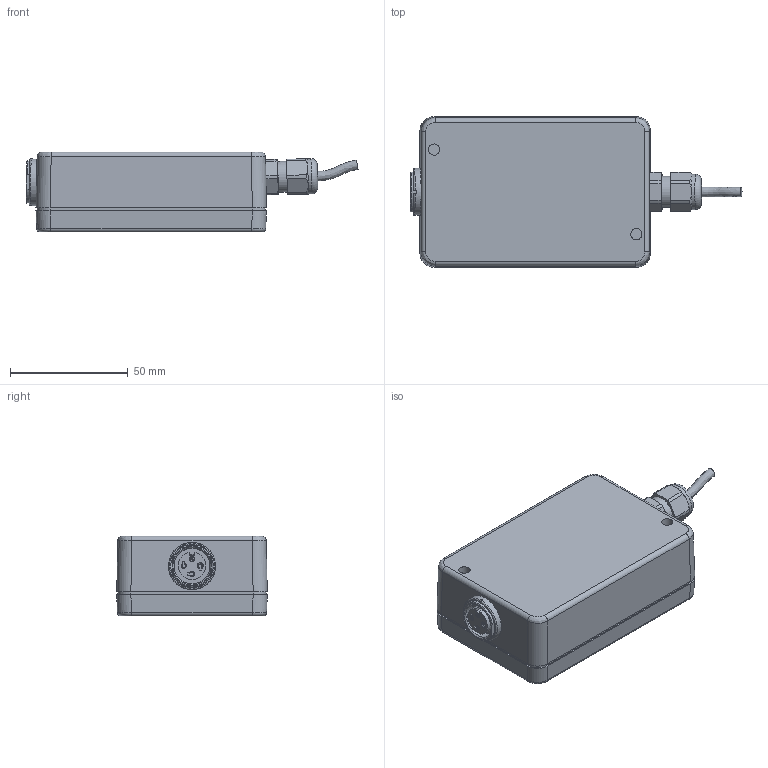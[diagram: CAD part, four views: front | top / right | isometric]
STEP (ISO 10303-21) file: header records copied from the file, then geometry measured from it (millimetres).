
FILE_DESCRIPTION(/* description */ (''),/* implementation_level */ '2;1');
FILE_NAME(/* name */ '20 040 05_Schaltverstärker CLC-40-L05.stp',/* time_stamp */ '2018-03-01T10:49:38+01:00',/* author */ ('kuttig'),/* organization */ (''),/* preprocessor_version */ 'ST-DEVELOPER v16.13',/* originating_system */ 'Autodesk Inventor 2018',/* authorisation */ '');
FILE_SCHEMA (('CONFIG_CONTROL_DESIGN'));
Products named in the file (1): 20 040 05_Schaltverstärker CLC-40-L05
Bounding box: 141.18 x 64 x 34 mm (x, y, z)
Volume: 81840.1 mm3; surface area: 63133.7 mm2
Topology: 14 solids, 14 shells, 1581 faces, 4093 edges, 2671 vertices
Faces by surface type: plane 914, bspline 291, cylinder 248, cone 88, torus 36, sphere 4
Full cylindrical faces by diameter (mm): 2.25 x1, 2.87 x4, 3 x2, 3.2 x4, 3.5 x1, 4 x4, 4.5 x2, 4.8 x2, 6.2 x4, 7 x4, 8.6 x2, 10 x1, 10.38 x1, 12 x1, 13.2 x1, 13.85 x1, 15 x1, 15.1 x1, 15.188 x1, 15.6 x1, 18.1 x1, 20 x2
Entity records: 53665 total; most frequent: CARTESIAN_POINT 15372, ORIENTED_EDGE 7914, DIRECTION 6693, EDGE_CURVE 3957, VERTEX_POINT 2643, LINE 2621, VECTOR 2621, AXIS2_PLACEMENT_3D 2036
